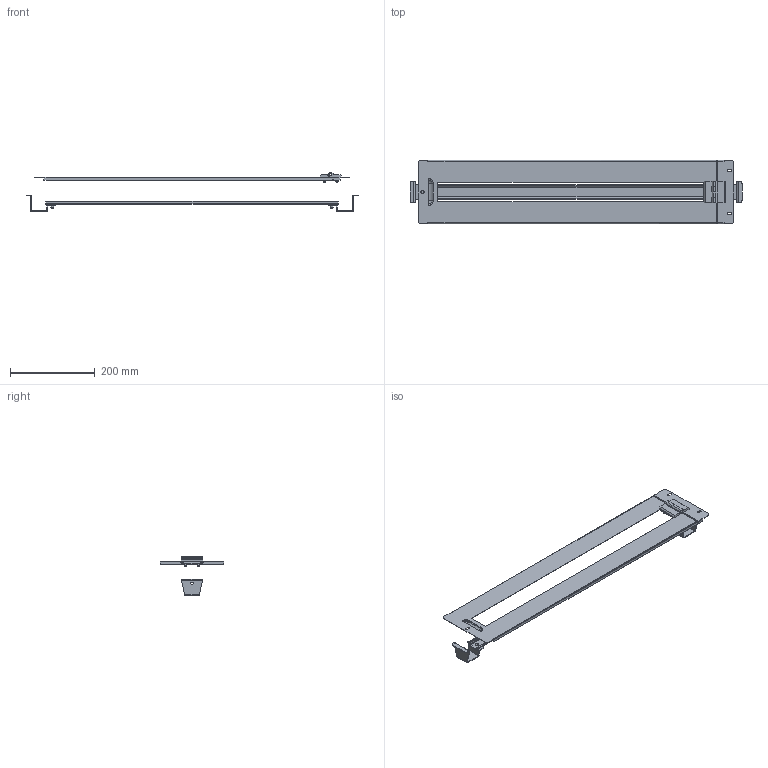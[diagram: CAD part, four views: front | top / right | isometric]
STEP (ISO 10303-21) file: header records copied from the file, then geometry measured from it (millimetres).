
FILE_DESCRIPTION (( 'STEP AP203' ), '1' );
FILE_NAME ('TI-00D-PMR-080 TITAN Ïàíåëü ËÌÀ ïîâîðîòí. 800 (1õ34) H=150 ñ DIN-ðåéêîé IEK.STEP', '2024-02-09T11:00:22', ( '' ), ( '' ), 'SwSTEP 2.0', 'SolidWorks 2022', '' );
FILE_SCHEMA (( 'CONFIG_CONTROL_DESIGN' ));
Length unit declared in the file: millimetre
Products named in the file (12): Гайка фланцевая DIN 6923_М6; 240.10.04 Кронштейн DIN; 240.10.05 DIN-рейка_-04 (L=690); Винт__самонарезающий_DIN_7500C_М4х6; КИВА 240.20.01; TI-00D-PMR-080 TITAN Панель ЛМА поворотн. 800 (1х34) H=150 с DIN-рейкой IEK; Петля в сборе MESAN 199; Заклёпка резьбовая умен бортик_M4 (вытянутая на 2,0 мм); КИВА 240.20.10-03СБ_-08 (150х800); КИВА 240.20.02-03_-08 (800); Полупетля MESAN 199; 240.10.20СБ Кронштейн DIN в сборе
Assembly tree (17 placements, depth 4):
  TI-00D-PMR-080 TITAN Панель ЛМА поворотн. 800 (1х34) H=150 с DIN-рейкой IEK
    240.10.05 DIN-рейка_-04 (L=690)
    Винт__самонарезающий_DIN_7500C_М4х6  x2
    240.10.20СБ Кронштейн DIN в сборе  x2
      240.10.04 Кронштейн DIN
      Заклёпка резьбовая умен бортик_M4 (вытянутая на 2,0 мм)
    КИВА 240.20.10-03СБ_-08 (150х800)
      КИВА 240.20.01
      Петля в сборе MESAN 199
        Полупетля MESAN 199  x2
      КИВА 240.20.02-03_-08 (800)
      Гайка фланцевая DIN 6923_М6  x4
Bounding box: 784 x 149 x 93.4 mm (x, y, z)
Volume: 143145.7 mm3; surface area: 284450.1 mm2
Topology: 15 solids, 15 shells, 481 faces, 1127 edges, 684 vertices
Faces by surface type: plane 268, cylinder 145, cone 44, sphere 8, torus 8, bspline 8
Entity records: 10563 total; most frequent: CARTESIAN_POINT 2062, DIRECTION 1524, ORIENTED_EDGE 1424, EDGE_CURVE 712, AXIS2_PLACEMENT_3D 543, VECTOR 438, LINE 438, VERTEX_POINT 430
